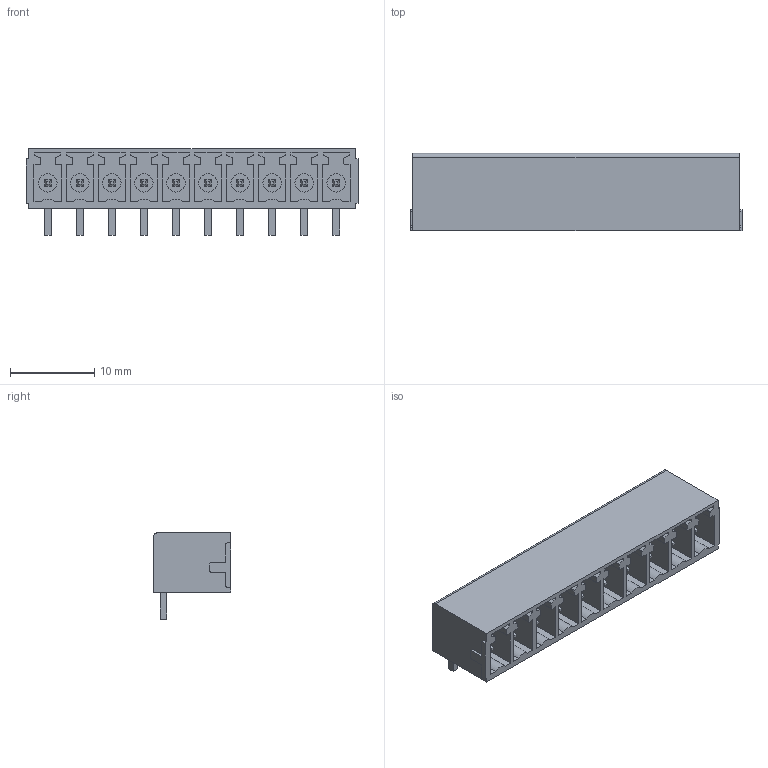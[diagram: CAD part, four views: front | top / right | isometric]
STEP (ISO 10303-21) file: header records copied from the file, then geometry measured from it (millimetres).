
FILE_DESCRIPTION((''),'2;1');
FILE_NAME('WEIDMULLER_1942150000.stp','2012-12-13T11:31:11',(''),(''),'Mechanical Desktop 2011','Mechanical Desktop 2011',', , ');
FILE_SCHEMA(('AUTOMOTIVE_DESIGN { 1 2 10303 214 1 1 1 1 }'));
Length unit declared in the file: millimetre
Products named in the file (1): Product
Bounding box: 39.49 x 9.2 x 10.25 mm (x, y, z)
Volume: 1298.5 mm3; surface area: 3499.7 mm2
Topology: 31 solids, 31 shells, 565 faces, 1439 edges, 946 vertices
Faces by surface type: plane 464, cylinder 99, bspline 2
Entity records: 16853 total; most frequent: CARTESIAN_POINT 2957, ORIENTED_EDGE 2878, DIRECTION 2765, EDGE_CURVE 1439, VECTOR 1241, LINE 1241, VERTEX_POINT 946, AXIS2_PLACEMENT_3D 762
